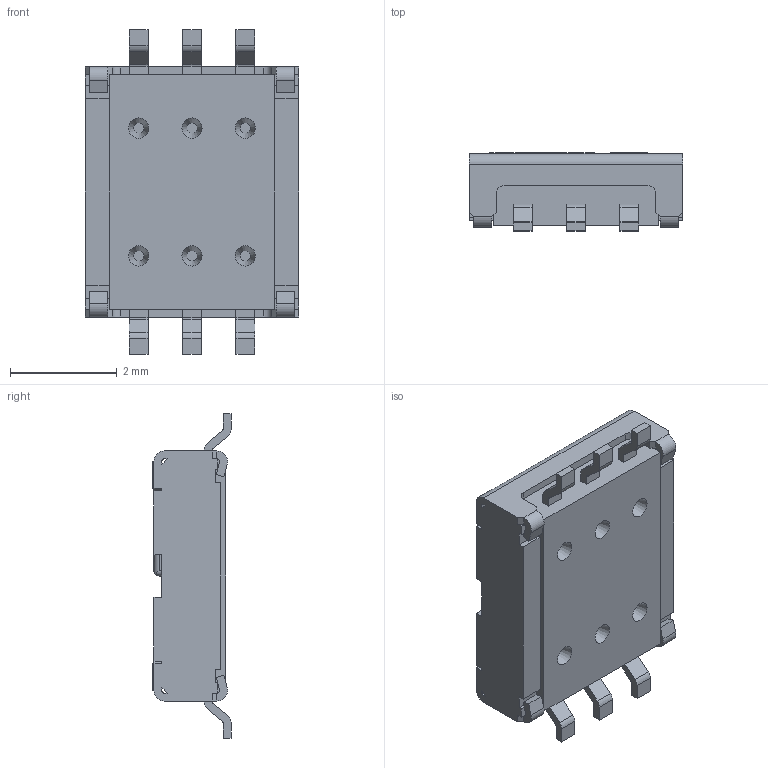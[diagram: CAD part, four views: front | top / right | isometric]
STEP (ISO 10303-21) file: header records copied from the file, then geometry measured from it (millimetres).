
FILE_DESCRIPTION(/* description */ ('STEP AP214'),/* implementation_level */ '2;1');
FILE_NAME(/* name */ 'CVS-03B',/* time_stamp */ '2022-12-16T08:33:06+01:00',/* author */ ('License CC BY-ND 4.0'),/* organization */ ('CADENAS'),/* preprocessor_version */ 'ST-DEVELOPER v18.102',/* originating_system */ 'PARTsolutions',/* authorisation */ ' ');
FILE_SCHEMA (('AUTOMOTIVE_DESIGN {1 0 10303 214 3 1 1}'));
Length unit declared in the file: millimetre
Products named in the file (4): CVS-03B; CVS-B4-terminal; CVS-slider; CVS-03-body
Assembly tree (5 placements, depth 2):
  CVS-03B
    CVS-B4-terminal
    CVS-slider  x3
    CVS-03-body
Bounding box: 4 x 1.47 x 6.1 mm (x, y, z)
Volume: 22.5 mm3; surface area: 139.1 mm2
Topology: 5 solids, 5 shells, 437 faces, 1171 edges, 768 vertices
Faces by surface type: plane 330, cylinder 101, cone 6
Entity records: 14701 total; most frequent: CARTESIAN_POINT 2138, ORIENTED_EDGE 2090, DIRECTION 2009, EDGE_CURVE 1045, LINE 859, VECTOR 859, VERTEX_POINT 688, AXIS2_PLACEMENT_3D 575
